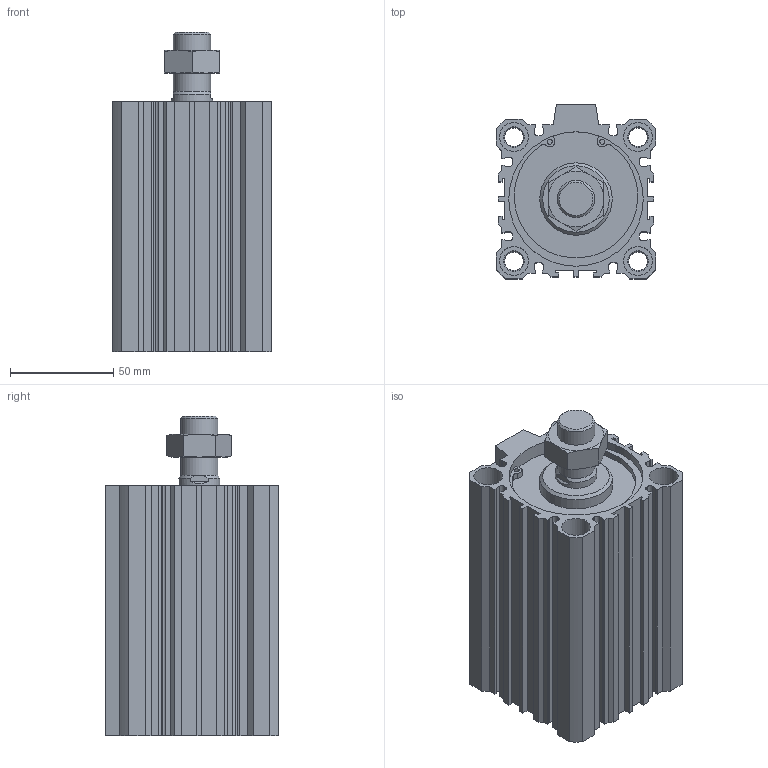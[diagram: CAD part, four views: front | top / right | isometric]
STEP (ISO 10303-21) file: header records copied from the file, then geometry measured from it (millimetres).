
FILE_DESCRIPTION( ( 'STEP AP203' ), '1' );
FILE_NAME( 'MCJQ-11-63-75M-0-G.stp', '2021-11-15T19:17:22', ( 'License CC BY-ND 4.0' ), ( 'CADENAS' ), ' ', 'PARTsolutions', ' ' );
FILE_SCHEMA( ( 'CONFIG_CONTROL_DESIGN' ) );
Length unit declared in the file: millimetre
Products named in the file (4): MCJQ-11-63-75M-0-G; _MCJQ-11-63-75M_(0_b); _MCJQ-11-63-75M-G0_(0_r); _MCJQ-63-M18 x 1.5_n
Assembly tree (3 placements, depth 2):
  MCJQ-11-63-75M-0-G
    _MCJQ-11-63-75M_(0_b)
    _MCJQ-11-63-75M-G0_(0_r)
    _MCJQ-63-M18 x 1.5_n
Bounding box: 77 x 84 x 154.5 mm (x, y, z)
Volume: 394849 mm3; surface area: 130330.1 mm2
Topology: 3 solids, 3 shells, 251 faces, 666 edges, 437 vertices
Faces by surface type: plane 171, cylinder 48, cone 32
Full cylindrical faces by diameter (mm): 2.5 x2, 9 x4, 14 x8, 16.376 x1, 18 x1, 20 x2, 35 x1, 59.8 x1, 63 x2, 65 x1
Entity records: 7657 total; most frequent: CARTESIAN_POINT 1447, DIRECTION 1224, ORIENTED_EDGE 1222, EDGE_CURVE 611, LINE 452, VECTOR 452, VERTEX_POINT 425, AXIS2_PLACEMENT_3D 386
